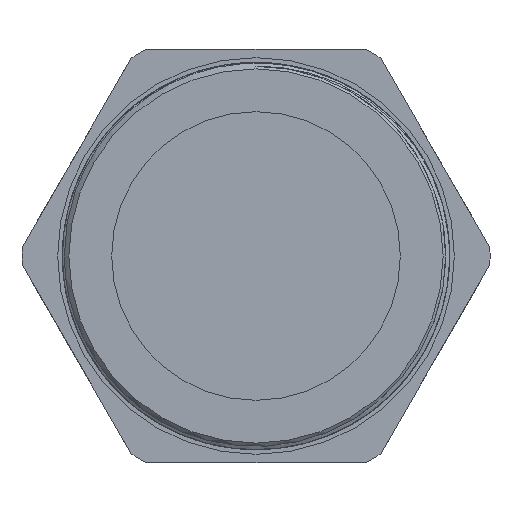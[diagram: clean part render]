
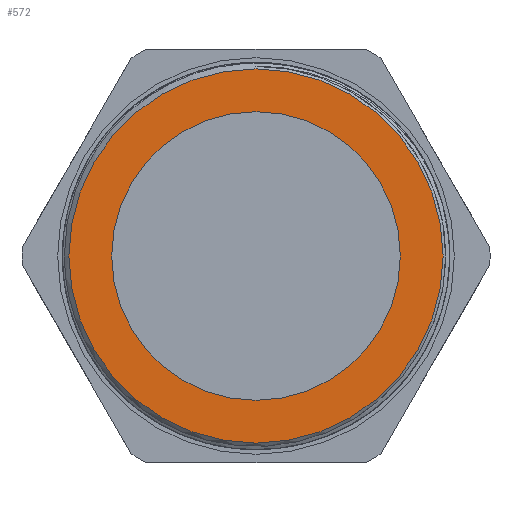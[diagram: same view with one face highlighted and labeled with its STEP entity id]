
A CAD part, left-side view. The second image highlights one B-rep face of the part: STEP entity #572.
In plain terms, the highlighted planar face has unit normal (-1, 0, 0).
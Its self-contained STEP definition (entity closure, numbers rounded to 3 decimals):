
#73=PLANE('',#643);
#118=FACE_BOUND('',#201,.T.);
#155=FACE_OUTER_BOUND('',#200,.T.);
#200=EDGE_LOOP('',(#524));
#201=EDGE_LOOP('',(#525));
#206=CIRCLE('',#589,36.179);
#231=CIRCLE('',#642,27.9);
#241=VERTEX_POINT('',#972);
#283=VERTEX_POINT('',#5193);
#294=EDGE_CURVE('',#241,#241,#206,.T.);
#363=EDGE_CURVE('',#283,#283,#231,.T.);
#524=ORIENTED_EDGE('',*,*,#294,.T.);
#525=ORIENTED_EDGE('',*,*,#363,.T.);
#572=ADVANCED_FACE('',(#155,#118),#73,.T.);
#589=AXIS2_PLACEMENT_3D('',#973,#662,#663);
#642=AXIS2_PLACEMENT_3D('',#5194,#786,#787);
#643=AXIS2_PLACEMENT_3D('',#5195,#788,#789);
#662=DIRECTION('center_axis',(-1.,0.,0.));
#663=DIRECTION('ref_axis',(0.,1.,0.));
#786=DIRECTION('center_axis',(1.,0.,0.));
#787=DIRECTION('ref_axis',(0.,0.,-1.));
#788=DIRECTION('center_axis',(-1.,0.,0.));
#789=DIRECTION('ref_axis',(0.,0.,1.));
#972=CARTESIAN_POINT('',(-22.9,36.179,0.));
#973=CARTESIAN_POINT('Origin',(-22.9,0.,0.));
#5193=CARTESIAN_POINT('',(-22.9,27.9,0.));
#5194=CARTESIAN_POINT('Origin',(-22.9,0.,0.));
#5195=CARTESIAN_POINT('Origin',(-22.9,29.7,0.));
